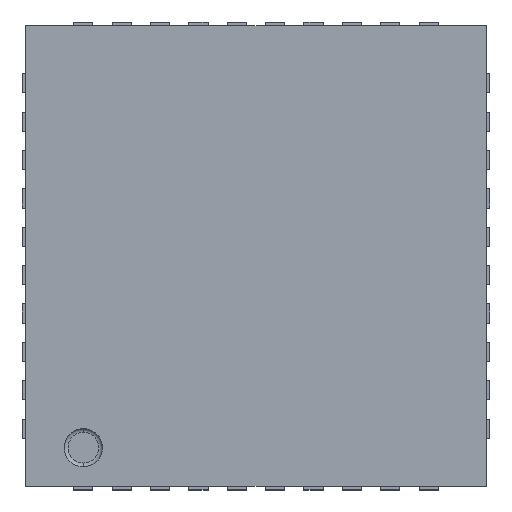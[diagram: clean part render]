
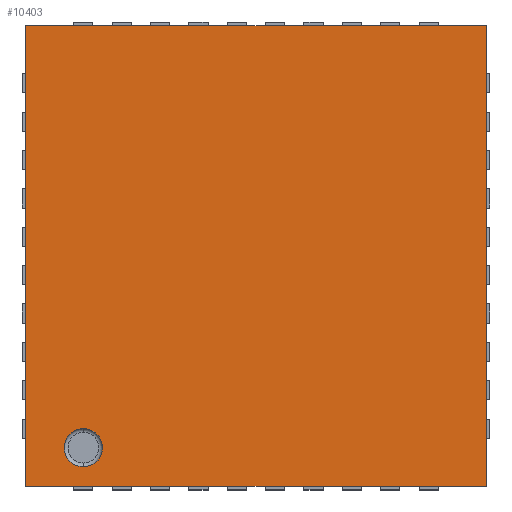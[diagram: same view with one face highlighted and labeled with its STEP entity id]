
A CAD part, top view. The second image highlights one B-rep face of the part: STEP entity #10403.
In plain terms, the highlighted planar face has unit normal (0, 0, 1).
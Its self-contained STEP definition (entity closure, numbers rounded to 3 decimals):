
#10225 = CARTESIAN_POINT ( 'NONE',  ( -2.25, -2.25, 0.9 ) ) ;
#10226 = VERTEX_POINT ( 'NONE', #10225 ) ;
#10234 = CARTESIAN_POINT ( 'NONE',  ( -2.25, -2.75, 0.9 ) ) ;
#10235 = VERTEX_POINT ( 'NONE', #10234 ) ;
#10236 = CARTESIAN_POINT ( 'NONE',  ( -2.25, -2.5, 0.9 ) ) ;
#10237 = DIRECTION ( 'NONE',  ( 0., 0., 1. ) ) ;
#10238 = DIRECTION ( 'NONE',  ( 0., -1., 0. ) ) ;
#10239 = AXIS2_PLACEMENT_3D ( 'NONE', #10236, #10237, #10238 ) ;
#10240 = CIRCLE ( 'NONE', #10239, 0.25) ;
#10241 = EDGE_CURVE ( 'NONE', #10226, #10235, #10240, .T. ) ;
#10268 = CARTESIAN_POINT ( 'NONE',  ( -3., -3., 0.9 ) ) ;
#10269 = VERTEX_POINT ( 'NONE', #10268 ) ;
#10276 = CARTESIAN_POINT ( 'NONE',  ( -3., 3., 0.9 ) ) ;
#10277 = VERTEX_POINT ( 'NONE', #10276 ) ;
#10278 = CARTESIAN_POINT ( 'NONE',  ( -3., -3., 0.9 ) ) ;
#10279 = DIRECTION ( 'NONE',  ( 0., -1., 0. ) ) ;
#10280 = VECTOR ( 'NONE', #10279, 1000. ) ;
#10281 = LINE ( 'NONE', #10278, #10280 ) ;
#10282 = EDGE_CURVE ( 'NONE', #10277, #10269, #10281, .T. ) ;
#10306 = CARTESIAN_POINT ( 'NONE',  ( 3., -3., 0.9 ) ) ;
#10307 = VERTEX_POINT ( 'NONE', #10306 ) ;
#10314 = CARTESIAN_POINT ( 'NONE',  ( 3., -3., 0.9 ) ) ;
#10315 = DIRECTION ( 'NONE',  ( 1., 0., 0. ) ) ;
#10316 = VECTOR ( 'NONE', #10315, 1000. ) ;
#10317 = LINE ( 'NONE', #10314, #10316 ) ;
#10318 = EDGE_CURVE ( 'NONE', #10269, #10307, #10317, .T. ) ;
#10337 = CARTESIAN_POINT ( 'NONE',  ( 3., 3., 0.9 ) ) ;
#10338 = VERTEX_POINT ( 'NONE', #10337 ) ;
#10345 = CARTESIAN_POINT ( 'NONE',  ( 3., -3., 0.9 ) ) ;
#10346 = DIRECTION ( 'NONE',  ( 0., 1., 0. ) ) ;
#10347 = VECTOR ( 'NONE', #10346, 1000. ) ;
#10348 = LINE ( 'NONE', #10345, #10347 ) ;
#10349 = EDGE_CURVE ( 'NONE', #10307, #10338, #10348, .T. ) ;
#10367 = CARTESIAN_POINT ( 'NONE',  ( 3., 3., 0.9 ) ) ;
#10368 = DIRECTION ( 'NONE',  ( -1., 0., 0. ) ) ;
#10369 = VECTOR ( 'NONE', #10368, 1000. ) ;
#10370 = LINE ( 'NONE', #10367, #10369 ) ;
#10371 = EDGE_CURVE ( 'NONE', #10338, #10277, #10370, .T. ) ;
#10382 = CARTESIAN_POINT ( 'NONE',  ( -2.25, -2.5, 0.9 ) ) ;
#10383 = DIRECTION ( 'NONE',  ( 0., 0., 1. ) ) ;
#10384 = DIRECTION ( 'NONE',  ( 0., -1., 0. ) ) ;
#10385 = AXIS2_PLACEMENT_3D ( 'NONE', #10382, #10383, #10384 ) ;
#10386 = CIRCLE ( 'NONE', #10385, 0.25) ;
#10387 = EDGE_CURVE ( 'NONE', #10235, #10226, #10386, .T. ) ;
#10388 = ORIENTED_EDGE ( 'NONE', *, *, #10387, .F. ) ;
#10389 = ORIENTED_EDGE ( 'NONE', *, *, #10241, .F. ) ;
#10390 = EDGE_LOOP ( 'NONE', ( #10388, #10389 ) ) ;
#10391 = FACE_BOUND ( 'NONE', #10390, .T. ) ;
#10392 = ORIENTED_EDGE ( 'NONE', *, *, #10282, .T. ) ;
#10393 = ORIENTED_EDGE ( 'NONE', *, *, #10318, .T. ) ;
#10394 = ORIENTED_EDGE ( 'NONE', *, *, #10349, .T. ) ;
#10395 = ORIENTED_EDGE ( 'NONE', *, *, #10371, .T. ) ;
#10396 = EDGE_LOOP ( 'NONE', ( #10392, #10393, #10394, #10395 ) ) ;
#10397 = FACE_OUTER_BOUND ( 'NONE', #10396, .T. ) ;
#10398 = CARTESIAN_POINT ( 'NONE',  ( 0., 0., 0.9 ) ) ;
#10399 = DIRECTION ( 'NONE',  ( 0., 0., 1. ) ) ;
#10400 = DIRECTION ( 'NONE',  ( 0., -1., 0. ) ) ;
#10401 = AXIS2_PLACEMENT_3D ( 'NONE', #10398, #10399, #10400 ) ;
#10402 = PLANE ( 'NONE', #10401 ) ;
#10403 = ADVANCED_FACE ( 'NONE', ( #10391, #10397 ), #10402, .T. ) ;
